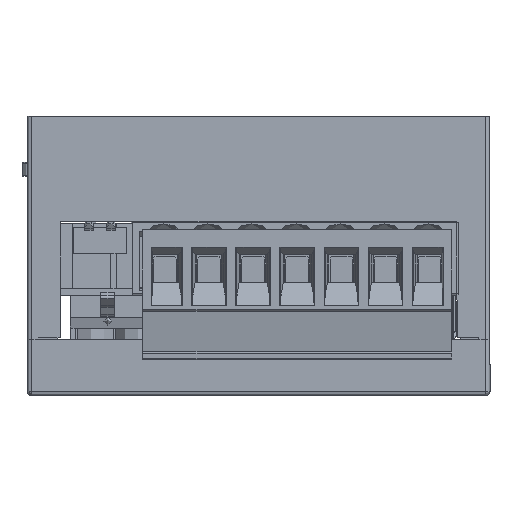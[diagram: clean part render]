
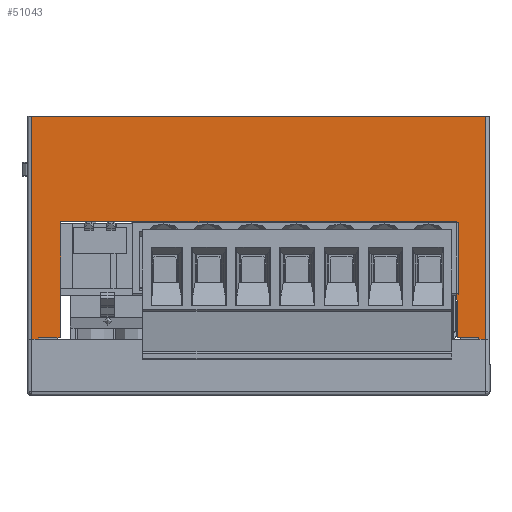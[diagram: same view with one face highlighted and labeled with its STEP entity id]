
A CAD part, front view. The second image highlights one B-rep face of the part: STEP entity #51043.
In plain terms, the highlighted face is planar.
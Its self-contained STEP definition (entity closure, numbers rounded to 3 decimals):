
#2481=PLANE('',#53914);
#4555=FACE_OUTER_BOUND('',#7282,.T.);
#7282=EDGE_LOOP('',(#35811,#35812,#35813,#35814,#35815,#35816,#35817,#35818,
#35819,#35820,#35821,#35822));
#10381=LINE('',#71853,#16214);
#10382=LINE('',#71856,#16215);
#10387=LINE('',#71868,#16220);
#10402=LINE('',#71898,#16235);
#10403=LINE('',#71901,#16236);
#10404=LINE('',#71903,#16237);
#10405=LINE('',#71905,#16238);
#10406=LINE('',#71907,#16239);
#10407=LINE('',#71909,#16240);
#10408=LINE('',#71911,#16241);
#10409=LINE('',#71913,#16242);
#10410=LINE('',#71914,#16243);
#16214=VECTOR('',#58022,0.8);
#16215=VECTOR('',#58025,25.7);
#16220=VECTOR('',#58034,52.29);
#16235=VECTOR('',#58055,0.193);
#16236=VECTOR('',#58058,2.476);
#16237=VECTOR('',#58059,13.358);
#16238=VECTOR('',#58060,45.589);
#16239=VECTOR('',#58061,13.358);
#16240=VECTOR('',#58062,2.476);
#16241=VECTOR('',#58063,0.193);
#16242=VECTOR('',#58064,0.8);
#16243=VECTOR('',#58065,25.7);
#23330=VERTEX_POINT('',#71847);
#23332=VERTEX_POINT('',#71851);
#23333=VERTEX_POINT('',#71855);
#23338=VERTEX_POINT('',#71867);
#23350=VERTEX_POINT('',#71896);
#23351=VERTEX_POINT('',#71900);
#23352=VERTEX_POINT('',#71902);
#23353=VERTEX_POINT('',#71904);
#23354=VERTEX_POINT('',#71906);
#23355=VERTEX_POINT('',#71908);
#23356=VERTEX_POINT('',#71910);
#23357=VERTEX_POINT('',#71912);
#28273=EDGE_CURVE('',#23330,#23332,#10381,.T.);
#28274=EDGE_CURVE('',#23330,#23333,#10382,.T.);
#28280=EDGE_CURVE('',#23333,#23338,#10387,.T.);
#28296=EDGE_CURVE('',#23350,#23332,#10402,.T.);
#28297=EDGE_CURVE('',#23351,#23350,#10403,.T.);
#28298=EDGE_CURVE('',#23351,#23352,#10404,.T.);
#28299=EDGE_CURVE('',#23353,#23352,#10405,.T.);
#28300=EDGE_CURVE('',#23353,#23354,#10406,.T.);
#28301=EDGE_CURVE('',#23355,#23354,#10407,.T.);
#28302=EDGE_CURVE('',#23355,#23356,#10408,.T.);
#28303=EDGE_CURVE('',#23356,#23357,#10409,.T.);
#28304=EDGE_CURVE('',#23338,#23357,#10410,.T.);
#35811=ORIENTED_EDGE('',*,*,#28274,.F.);
#35812=ORIENTED_EDGE('',*,*,#28273,.T.);
#35813=ORIENTED_EDGE('',*,*,#28296,.F.);
#35814=ORIENTED_EDGE('',*,*,#28297,.F.);
#35815=ORIENTED_EDGE('',*,*,#28298,.T.);
#35816=ORIENTED_EDGE('',*,*,#28299,.F.);
#35817=ORIENTED_EDGE('',*,*,#28300,.T.);
#35818=ORIENTED_EDGE('',*,*,#28301,.F.);
#35819=ORIENTED_EDGE('',*,*,#28302,.T.);
#35820=ORIENTED_EDGE('',*,*,#28303,.T.);
#35821=ORIENTED_EDGE('',*,*,#28304,.F.);
#35822=ORIENTED_EDGE('',*,*,#28280,.F.);
#51043=ADVANCED_FACE('',(#4555),#2481,.T.);
#53914=AXIS2_PLACEMENT_3D('',#71899,#58056,#58057);
#58022=DIRECTION('',(1.,0.,0.));
#58025=DIRECTION('',(0.,-1.,0.));
#58034=DIRECTION('',(1.,0.,0.));
#58055=DIRECTION('',(0.,1.,0.));
#58056=DIRECTION('center_axis',(0.,0.,-1.));
#58057=DIRECTION('ref_axis',(-1.,0.,0.));
#58058=DIRECTION('',(-1.,0.,0.));
#58059=DIRECTION('',(0.006,-1.,0.));
#58060=DIRECTION('',(-1.,0.,0.));
#58061=DIRECTION('',(0.006,1.,0.));
#58062=DIRECTION('',(-1.,0.,0.));
#58063=DIRECTION('',(0.,1.,0.));
#58064=DIRECTION('',(1.,0.,0.));
#58065=DIRECTION('',(0.,1.,0.));
#71847=CARTESIAN_POINT('',(-26.145,25.7,-45.));
#71851=CARTESIAN_POINT('',(-25.345,25.7,-45.));
#71853=CARTESIAN_POINT('',(-26.145,25.7,-45.));
#71855=CARTESIAN_POINT('',(-26.145,0.,-45.));
#71856=CARTESIAN_POINT('',(-26.145,25.7,-45.));
#71867=CARTESIAN_POINT('',(26.145,0.,-45.));
#71868=CARTESIAN_POINT('',(-26.145,0.,-45.));
#71896=CARTESIAN_POINT('',(-25.345,25.507,-45.));
#71898=CARTESIAN_POINT('',(-25.345,25.507,-45.));
#71899=CARTESIAN_POINT('Origin',(25.295,0.,-45.));
#71900=CARTESIAN_POINT('',(-22.869,25.507,-45.));
#71901=CARTESIAN_POINT('',(-22.869,25.507,-45.));
#71902=CARTESIAN_POINT('',(-22.794,12.15,-45.));
#71903=CARTESIAN_POINT('',(-22.797,12.715,-45.));
#71904=CARTESIAN_POINT('',(22.794,12.15,-45.));
#71905=CARTESIAN_POINT('',(22.794,12.15,-45.));
#71906=CARTESIAN_POINT('',(22.869,25.507,-45.));
#71907=CARTESIAN_POINT('',(22.76,6.082,-45.));
#71908=CARTESIAN_POINT('',(25.345,25.507,-45.));
#71909=CARTESIAN_POINT('',(25.345,25.507,-45.));
#71910=CARTESIAN_POINT('',(25.345,25.7,-45.));
#71911=CARTESIAN_POINT('',(25.345,25.507,-45.));
#71912=CARTESIAN_POINT('',(26.145,25.7,-45.));
#71913=CARTESIAN_POINT('',(25.345,25.7,-45.));
#71914=CARTESIAN_POINT('',(26.145,0.,-45.));
